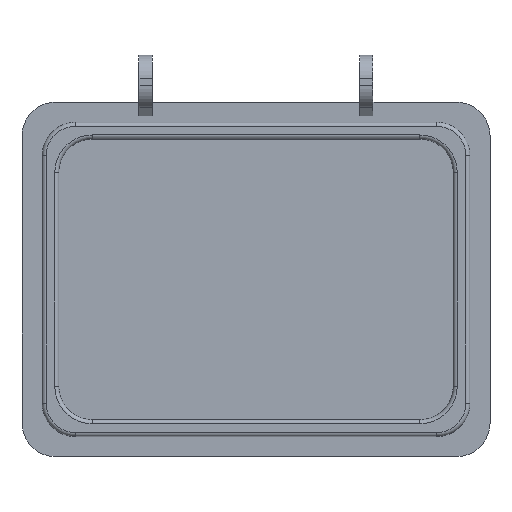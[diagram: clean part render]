
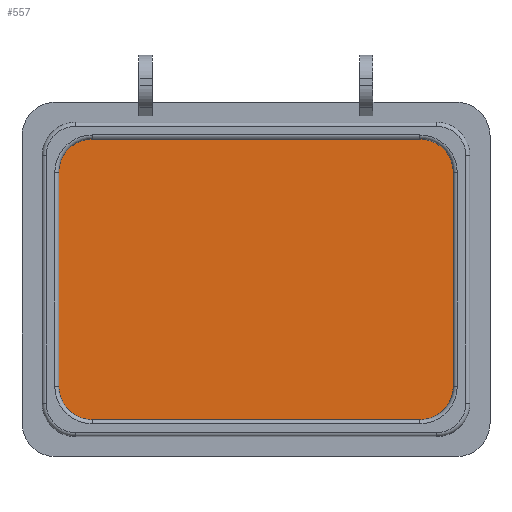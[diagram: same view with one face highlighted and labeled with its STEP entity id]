
A CAD part, top view. The second image highlights one B-rep face of the part: STEP entity #557.
In plain terms, the highlighted planar face has unit normal (0, 0, 1).
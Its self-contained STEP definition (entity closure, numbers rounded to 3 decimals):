
#557=ADVANCED_FACE('',(#1149),#1151,.T.);
#1149=FACE_BOUND('',#1150,.T.);
#1150=EDGE_LOOP('',(#1593,#1594,#1595,#1596,#1597,#1598,#1599,#1600));
#1151=PLANE('',#1152);
#1152=AXIS2_PLACEMENT_3D('',#1153,#1154,#1155);
#1153=CARTESIAN_POINT('',(0.,0.,1.));
#1154=DIRECTION('',(0.,0.,1.));
#1155=DIRECTION('',(-1.,0.,0.));
#1593=ORIENTED_EDGE('',*,*,#1832,.T.);
#1594=ORIENTED_EDGE('',*,*,#1846,.T.);
#1595=ORIENTED_EDGE('',*,*,#1844,.T.);
#1596=ORIENTED_EDGE('',*,*,#1842,.T.);
#1597=ORIENTED_EDGE('',*,*,#1840,.T.);
#1598=ORIENTED_EDGE('',*,*,#1838,.T.);
#1599=ORIENTED_EDGE('',*,*,#1836,.T.);
#1600=ORIENTED_EDGE('',*,*,#1834,.T.);
#1832=EDGE_CURVE('',#2131,#2129,#2132,.T.);
#1834=EDGE_CURVE('',#2134,#2131,#2135,.T.);
#1836=EDGE_CURVE('',#2137,#2134,#2138,.T.);
#1838=EDGE_CURVE('',#2140,#2137,#2141,.T.);
#1840=EDGE_CURVE('',#2143,#2140,#2144,.T.);
#1842=EDGE_CURVE('',#2146,#2143,#2147,.T.);
#1844=EDGE_CURVE('',#2149,#2146,#2150,.T.);
#1846=EDGE_CURVE('',#2129,#2149,#2152,.T.);
#2129=VERTEX_POINT('',#2795);
#2131=VERTEX_POINT('',#2800);
#2132=LINE('',#2801,#2802);
#2134=VERTEX_POINT('',#2808);
#2135=CIRCLE('',#2809,5.);
#2137=VERTEX_POINT('',#2817);
#2138=LINE('',#2818,#2819);
#2140=VERTEX_POINT('',#2825);
#2141=CIRCLE('',#2826,5.);
#2143=VERTEX_POINT('',#2834);
#2144=LINE('',#2835,#2836);
#2146=VERTEX_POINT('',#2842);
#2147=CIRCLE('',#2843,5.);
#2149=VERTEX_POINT('',#2851);
#2150=LINE('',#2852,#2853);
#2152=CIRCLE('',#2859,5.);
#2795=CARTESIAN_POINT('',(24.5,-21.,1.));
#2800=CARTESIAN_POINT('',(-24.5,-21.,1.));
#2801=CARTESIAN_POINT('',(-24.5,-21.,1.));
#2802=VECTOR('',#2803,1.);
#2803=DIRECTION('',(1.,0.,0.));
#2808=CARTESIAN_POINT('',(-29.5,-16.,1.));
#2809=AXIS2_PLACEMENT_3D('',#2810,#2811,#2812);
#2810=CARTESIAN_POINT('',(-24.5,-16.,1.));
#2811=DIRECTION('',(0.,0.,1.));
#2812=DIRECTION('',(-1.,0.,0.));
#2817=CARTESIAN_POINT('',(-29.5,16.,1.));
#2818=CARTESIAN_POINT('',(-29.5,16.,1.));
#2819=VECTOR('',#2820,1.);
#2820=DIRECTION('',(0.,-1.,0.));
#2825=CARTESIAN_POINT('',(-24.5,21.,1.));
#2826=AXIS2_PLACEMENT_3D('',#2827,#2828,#2829);
#2827=CARTESIAN_POINT('',(-24.5,16.,1.));
#2828=DIRECTION('',(0.,0.,1.));
#2829=DIRECTION('',(0.,1.,0.));
#2834=CARTESIAN_POINT('',(24.5,21.,1.));
#2835=CARTESIAN_POINT('',(24.5,21.,1.));
#2836=VECTOR('',#2837,1.);
#2837=DIRECTION('',(-1.,0.,0.));
#2842=CARTESIAN_POINT('',(29.5,16.,1.));
#2843=AXIS2_PLACEMENT_3D('',#2844,#2845,#2846);
#2844=CARTESIAN_POINT('',(24.5,16.,1.));
#2845=DIRECTION('',(0.,0.,1.));
#2846=DIRECTION('',(1.,0.,0.));
#2851=CARTESIAN_POINT('',(29.5,-16.,1.));
#2852=CARTESIAN_POINT('',(29.5,-16.,1.));
#2853=VECTOR('',#2854,1.);
#2854=DIRECTION('',(0.,1.,0.));
#2859=AXIS2_PLACEMENT_3D('',#2860,#2861,#2862);
#2860=CARTESIAN_POINT('',(24.5,-16.,1.));
#2861=DIRECTION('',(0.,0.,1.));
#2862=DIRECTION('',(0.,-1.,0.));
